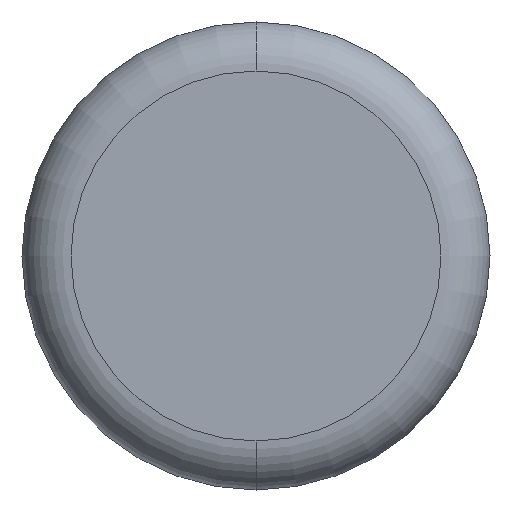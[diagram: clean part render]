
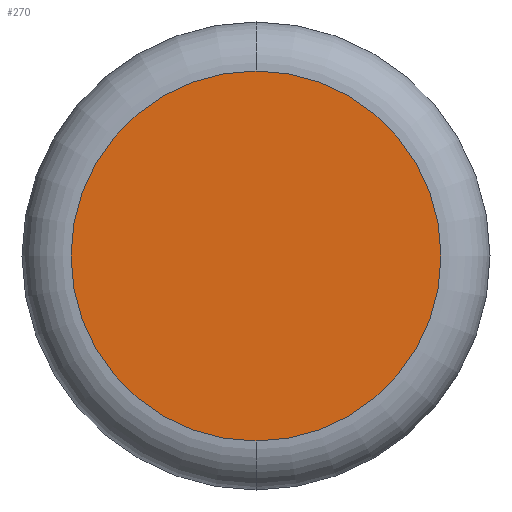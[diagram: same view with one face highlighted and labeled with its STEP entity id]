
A CAD part, front view. The second image highlights one B-rep face of the part: STEP entity #270.
In plain terms, the highlighted planar face has unit normal (0, -1, 0).
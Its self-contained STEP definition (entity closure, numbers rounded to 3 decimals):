
#35 = PLANE ( 'NONE',  #237 ) ;
#51 = CARTESIAN_POINT ( 'NONE',  ( 0., 0., -7.55 ) ) ;
#58 = DIRECTION ( 'NONE',  ( 0., 0., 1. ) ) ;
#65 = AXIS2_PLACEMENT_3D ( 'NONE', #234, #264, #105 ) ;
#85 = FACE_OUTER_BOUND ( 'NONE', #299, .T. ) ;
#105 = DIRECTION ( 'NONE',  ( 0., 0., 1. ) ) ;
#116 = ORIENTED_EDGE ( 'NONE', *, *, #205, .F. ) ;
#161 = VERTEX_POINT ( 'NONE', #228 ) ;
#189 = ORIENTED_EDGE ( 'NONE', *, *, #244, .F. ) ;
#205 = EDGE_CURVE ( 'NONE', #161, #298, #276, .T. ) ;
#212 = CARTESIAN_POINT ( 'NONE',  ( 0., 0., 0. ) ) ;
#215 = AXIS2_PLACEMENT_3D ( 'NONE', #319, #267, #58 ) ;
#228 = CARTESIAN_POINT ( 'NONE',  ( 0., 0., 7.55 ) ) ;
#234 = CARTESIAN_POINT ( 'NONE',  ( 0., 0., 0. ) ) ;
#237 = AXIS2_PLACEMENT_3D ( 'NONE', #212, #293, #314 ) ;
#244 = EDGE_CURVE ( 'NONE', #298, #161, #328, .T. ) ;
#264 = DIRECTION ( 'NONE',  ( 0., 1., 0. ) ) ;
#267 = DIRECTION ( 'NONE',  ( 0., 1., 0. ) ) ;
#270 = ADVANCED_FACE ( 'NONE', ( #85 ), #35, .F. ) ;
#276 = CIRCLE ( 'NONE', #215, 7.55 ) ;
#293 = DIRECTION ( 'NONE',  ( 0., 1., 0. ) ) ;
#298 = VERTEX_POINT ( 'NONE', #51 ) ;
#299 = EDGE_LOOP ( 'NONE', ( #116, #189 ) ) ;
#314 = DIRECTION ( 'NONE',  ( 0., 0., 1. ) ) ;
#319 = CARTESIAN_POINT ( 'NONE',  ( 0., 0., 0. ) ) ;
#328 = CIRCLE ( 'NONE', #65, 7.55 ) ;
